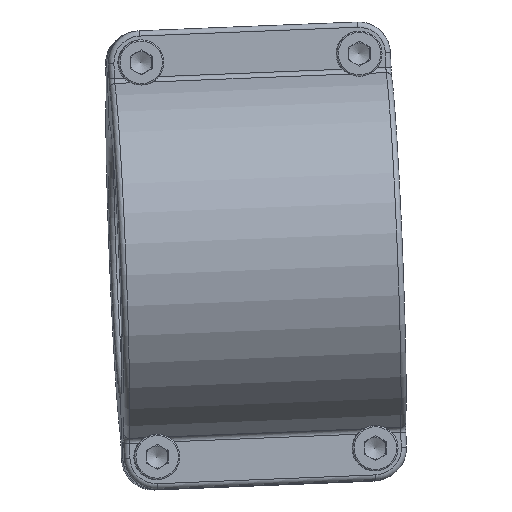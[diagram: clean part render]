
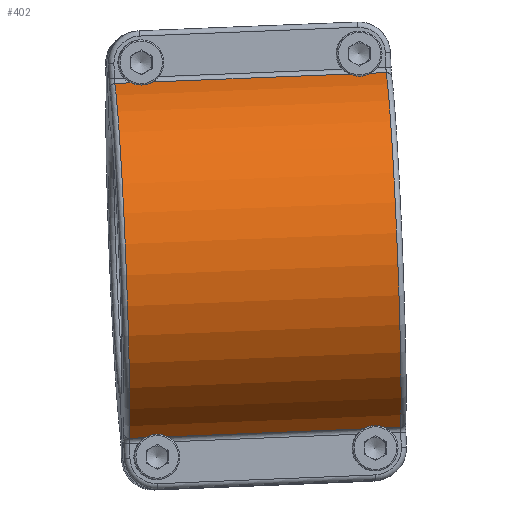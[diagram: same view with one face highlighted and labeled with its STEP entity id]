
A CAD part, front view. The second image highlights one B-rep face of the part: STEP entity #402.
In plain terms, the highlighted cylindrical face has radius 35 mm (diameter 70 mm), a partial arc.
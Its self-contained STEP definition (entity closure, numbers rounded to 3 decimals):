
#162 = DIRECTION ( 'NONE',  ( -1., 0., 0. ) ) ;
#325 = VECTOR ( 'NONE', #5169, 1000. ) ;
#387 = ORIENTED_EDGE ( 'NONE', *, *, #1815, .T. ) ;
#402 = ADVANCED_FACE ( 'NONE', ( #2831 ), #2708, .T. ) ;
#616 = EDGE_LOOP ( 'NONE', ( #4453, #2094, #3339, #387 ) ) ;
#856 = CARTESIAN_POINT ( 'NONE',  ( -33.326, -10.694, 53. ) ) ;
#987 = LINE ( 'NONE', #5575, #3389 ) ;
#1212 = CARTESIAN_POINT ( 'NONE',  ( -33.326, -10.694, 1. ) ) ;
#1432 = DIRECTION ( 'NONE',  ( 0., 0., -1. ) ) ;
#1511 = VERTEX_POINT ( 'NONE', #5365 ) ;
#1640 = CIRCLE ( 'NONE', #4371, 35. ) ;
#1732 = VERTEX_POINT ( 'NONE', #3391 ) ;
#1815 = EDGE_CURVE ( 'NONE', #1511, #4354, #4083, .T. ) ;
#2094 = ORIENTED_EDGE ( 'NONE', *, *, #2369, .T. ) ;
#2349 = DIRECTION ( 'NONE',  ( 0., 0., 1. ) ) ;
#2369 = EDGE_CURVE ( 'NONE', #3158, #1732, #987, .T. ) ;
#2426 = AXIS2_PLACEMENT_3D ( 'NONE', #3412, #3166, #162 ) ;
#2521 = EDGE_CURVE ( 'NONE', #1732, #1511, #4928, .T. ) ;
#2708 = CYLINDRICAL_SURFACE ( 'NONE', #2426, 35. ) ;
#2831 = FACE_OUTER_BOUND ( 'NONE', #616, .T. ) ;
#3158 = VERTEX_POINT ( 'NONE', #5262 ) ;
#3166 = DIRECTION ( 'NONE',  ( 0., 0., -1. ) ) ;
#3323 = EDGE_CURVE ( 'NONE', #4354, #3158, #1640, .T. ) ;
#3339 = ORIENTED_EDGE ( 'NONE', *, *, #2521, .T. ) ;
#3389 = VECTOR ( 'NONE', #4311, 1000. ) ;
#3391 = CARTESIAN_POINT ( 'NONE',  ( 33.326, -10.694, 52. ) ) ;
#3412 = CARTESIAN_POINT ( 'NONE',  ( 0., 0., 53. ) ) ;
#3820 = AXIS2_PLACEMENT_3D ( 'NONE', #4029, #1432, #4458 ) ;
#4029 = CARTESIAN_POINT ( 'NONE',  ( 0., 0., 52. ) ) ;
#4083 = LINE ( 'NONE', #856, #325 ) ;
#4311 = DIRECTION ( 'NONE',  ( 0., 0., 1. ) ) ;
#4354 = VERTEX_POINT ( 'NONE', #1212 ) ;
#4371 = AXIS2_PLACEMENT_3D ( 'NONE', #4965, #2349, #5363 ) ;
#4453 = ORIENTED_EDGE ( 'NONE', *, *, #3323, .T. ) ;
#4458 = DIRECTION ( 'NONE',  ( 1., 0., 0. ) ) ;
#4928 = CIRCLE ( 'NONE', #3820, 35. ) ;
#4965 = CARTESIAN_POINT ( 'NONE',  ( 0., 0., 1. ) ) ;
#5169 = DIRECTION ( 'NONE',  ( 0., 0., -1. ) ) ;
#5262 = CARTESIAN_POINT ( 'NONE',  ( 33.326, -10.694, 1. ) ) ;
#5363 = DIRECTION ( 'NONE',  ( 1., 0., 0. ) ) ;
#5365 = CARTESIAN_POINT ( 'NONE',  ( -33.326, -10.694, 52. ) ) ;
#5575 = CARTESIAN_POINT ( 'NONE',  ( 33.326, -10.694, 53. ) ) ;
